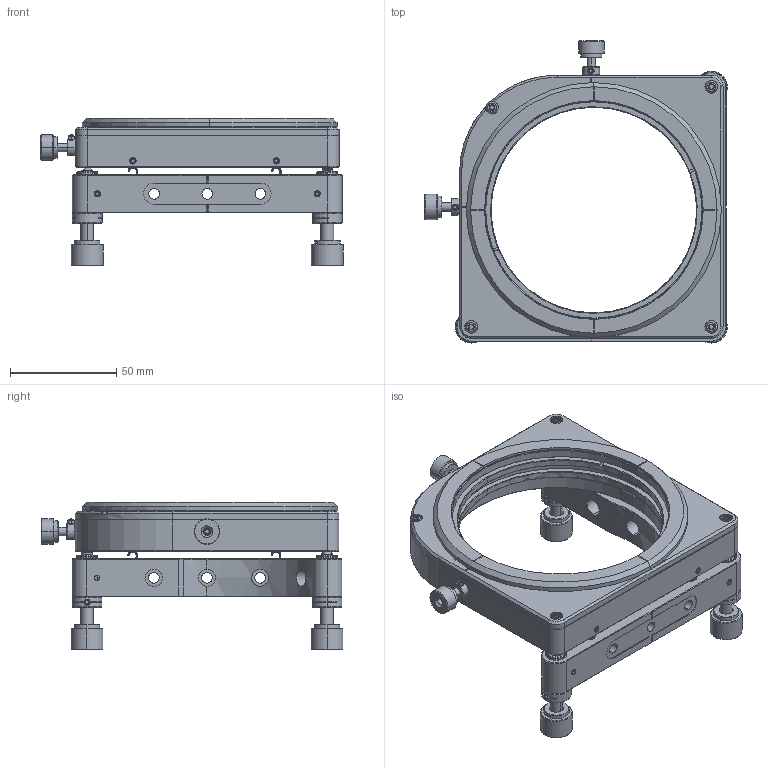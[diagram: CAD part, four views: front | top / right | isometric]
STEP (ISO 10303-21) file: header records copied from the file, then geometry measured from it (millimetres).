
FILE_DESCRIPTION (( 'STEP AP203' ), '1' );
FILE_NAME ('521904五维光学调整镜架.STEP', '2023-08-07T04:05:35', ( 'Windows User' ), ( 'P R C' ), 'SwSTEP 2.0', 'SolidWorks 2020', '' );
FILE_SCHEMA (( 'CONFIG_CONTROL_DESIGN' ));
Products named in the file (1): 521904五维光学调整镜架
Bounding box: 142.38 x 142.11 x 69.33 mm (x, y, z)
Volume: 188742.4 mm3; surface area: 113015.2 mm2
Topology: 71 solids, 71 shells, 1829 faces, 4406 edges, 2733 vertices
Faces by surface type: plane 628, cylinder 610, cone 469, bspline 122
Entity records: 151835 total; most frequent: CARTESIAN_POINT 109124, DIRECTION 9106, ORIENTED_EDGE 8690, EDGE_CURVE 4345, AXIS2_PLACEMENT_3D 3520, VERTEX_POINT 2732, VECTOR 2066, LINE 2066
